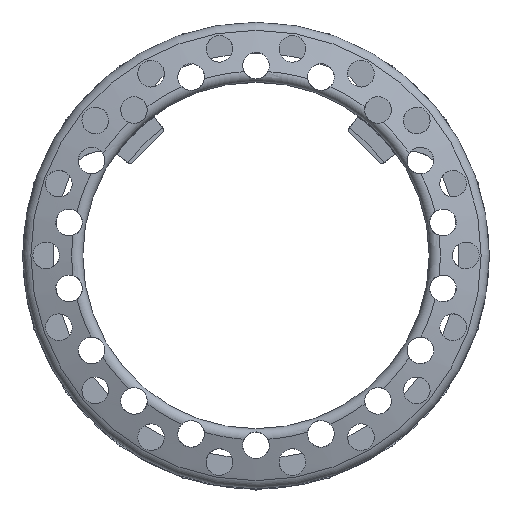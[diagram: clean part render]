
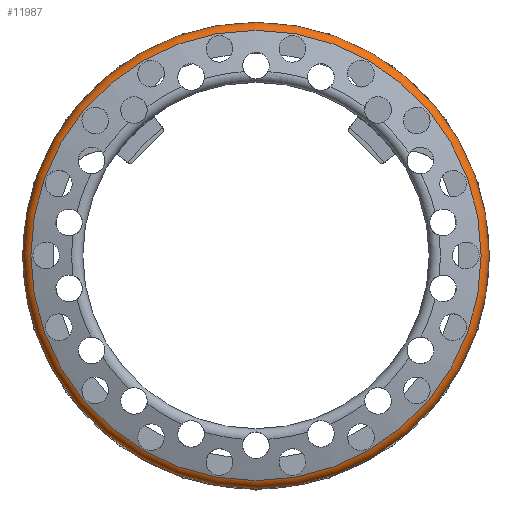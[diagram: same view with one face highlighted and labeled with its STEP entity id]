
A CAD part, top view. The second image highlights one B-rep face of the part: STEP entity #11987.
In plain terms, the highlighted toroidal (fillet/blend) face has major radius 665 mm and minor radius 35 mm.
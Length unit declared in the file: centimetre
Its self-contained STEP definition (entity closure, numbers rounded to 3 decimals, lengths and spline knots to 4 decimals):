
#387=TOROIDAL_SURFACE('',#14559,66.5,3.5);
#1673=CIRCLE('',#14472,67.6004);
#1674=CIRCLE('',#14473,67.6004);
#1709=CIRCLE('',#14560,70.);
#1710=CIRCLE('',#14561,3.5);
#1711=CIRCLE('',#14562,70.);
#2492=FACE_OUTER_BOUND('',#3271,.T.);
#3271=EDGE_LOOP('',(#10947,#10948,#10949,#10950,#10951,#10952));
#4834=VERTEX_POINT('',#29316);
#4835=VERTEX_POINT('',#29317);
#4873=VERTEX_POINT('',#30718);
#4874=VERTEX_POINT('',#30719);
#6811=EDGE_CURVE('',#4834,#4835,#1673,.T.);
#6812=EDGE_CURVE('',#4835,#4834,#1674,.T.);
#6902=EDGE_CURVE('',#4873,#4874,#1709,.T.);
#6903=EDGE_CURVE('',#4873,#4834,#1710,.T.);
#6904=EDGE_CURVE('',#4874,#4873,#1711,.T.);
#10947=ORIENTED_EDGE('',*,*,#6902,.F.);
#10948=ORIENTED_EDGE('',*,*,#6903,.T.);
#10949=ORIENTED_EDGE('',*,*,#6811,.T.);
#10950=ORIENTED_EDGE('',*,*,#6812,.T.);
#10951=ORIENTED_EDGE('',*,*,#6903,.F.);
#10952=ORIENTED_EDGE('',*,*,#6904,.F.);
#11987=ADVANCED_FACE('',(#2492),#387,.T.);
#14472=AXIS2_PLACEMENT_3D('',#29318,#18061,#18062);
#14473=AXIS2_PLACEMENT_3D('',#29319,#18063,#18064);
#14559=AXIS2_PLACEMENT_3D('',#30717,#18254,#18255);
#14560=AXIS2_PLACEMENT_3D('',#30720,#18256,#18257);
#14561=AXIS2_PLACEMENT_3D('',#30721,#18258,#18259);
#14562=AXIS2_PLACEMENT_3D('',#30722,#18260,#18261);
#18061=DIRECTION('center_axis',(0.,0.,
-1.));
#18062=DIRECTION('ref_axis',(-0.985,0.174,0.));
#18063=DIRECTION('center_axis',(0.,0.,
-1.));
#18064=DIRECTION('ref_axis',(-0.985,0.174,0.));
#18254=DIRECTION('center_axis',(0.,0.,
-1.));
#18255=DIRECTION('ref_axis',(0.174,0.985,0.));
#18256=DIRECTION('center_axis',(0.,0.,
-1.));
#18257=DIRECTION('ref_axis',(-0.985,0.174,0.));
#18258=DIRECTION('center_axis',(-0.985,0.174,0.));
#18259=DIRECTION('ref_axis',(-0.174,-0.985,0.));
#18260=DIRECTION('center_axis',(0.,0.,
-1.));
#18261=DIRECTION('ref_axis',(-0.985,0.174,0.));
#29316=CARTESIAN_POINT('',(-11.7387,-66.5734,99.7947));
#29317=CARTESIAN_POINT('',(66.5734,-11.7387,99.7947));
#29318=CARTESIAN_POINT('Origin',(0.,0.,
99.7947));
#29319=CARTESIAN_POINT('Origin',(0.,0.,
99.7947));
#30717=CARTESIAN_POINT('Origin',(0.,0.,
96.4722));
#30718=CARTESIAN_POINT('',(-12.1554,-68.9365,96.4722));
#30719=CARTESIAN_POINT('',(68.9365,-12.1554,96.4722));
#30720=CARTESIAN_POINT('Origin',(0.,0.,
96.4722));
#30721=CARTESIAN_POINT('Origin',(-11.5476,-65.4897,96.4722));
#30722=CARTESIAN_POINT('Origin',(0.,0.,
96.4722));
